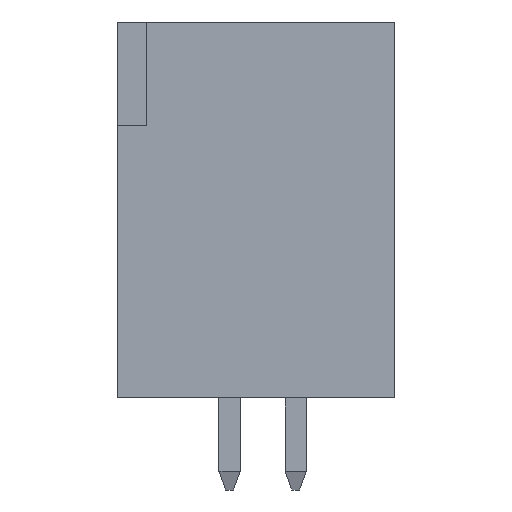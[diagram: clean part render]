
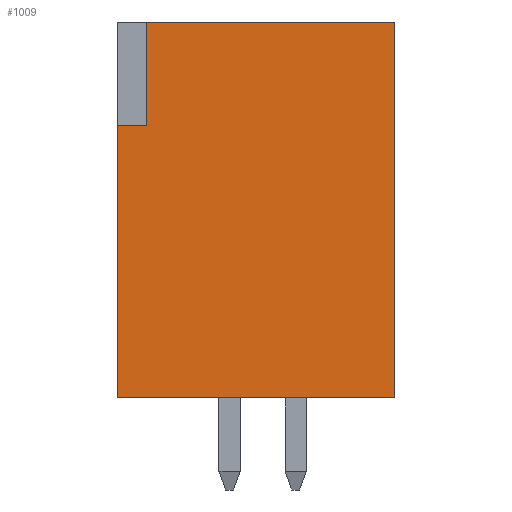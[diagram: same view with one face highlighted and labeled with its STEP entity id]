
A CAD part, left-side view. The second image highlights one B-rep face of the part: STEP entity #1009.
In plain terms, the highlighted planar face has unit normal (-1, 0, 0).
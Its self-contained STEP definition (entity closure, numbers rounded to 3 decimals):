
#954=CARTESIAN_POINT('',(-19.45,0.,1.5));
#955=DIRECTION('',(0.,-1.,0.));
#956=DIRECTION('',(-1.,0.,0.));
#957=AXIS2_PLACEMENT_3D('',#954,#956,#955);
#958=PLANE('',#957);
#959=CARTESIAN_POINT('',(-19.45,4.15,8.6));
#960=VERTEX_POINT('',#959);
#961=CARTESIAN_POINT('',(-19.45,4.15,4.7));
#962=VERTEX_POINT('',#961);
#963=CARTESIAN_POINT('',(-19.45,4.15,8.6));
#964=DIRECTION('',(0.,0.,-1.));
#965=VECTOR('',#964,3.9);
#966=LINE('',#963,#965);
#967=EDGE_CURVE('',#960,#962,#966,.T.);
#968=ORIENTED_EDGE('',*,*,#967,.T.);
#969=CARTESIAN_POINT('',(-19.45,5.25,4.7));
#970=VERTEX_POINT('',#969);
#971=CARTESIAN_POINT('',(-19.45,4.15,4.7));
#972=DIRECTION('',(0.,1.,0.));
#973=VECTOR('',#972,1.1);
#974=LINE('',#971,#973);
#975=EDGE_CURVE('',#962,#970,#974,.T.);
#976=ORIENTED_EDGE('',*,*,#975,.T.);
#977=CARTESIAN_POINT('',(-19.45,5.25,-5.6));
#978=VERTEX_POINT('',#977);
#979=CARTESIAN_POINT('',(-19.45,5.25,4.7));
#980=DIRECTION('',(0.,0.,-1.));
#981=VECTOR('',#980,10.3);
#982=LINE('',#979,#981);
#983=EDGE_CURVE('',#970,#978,#982,.T.);
#984=ORIENTED_EDGE('',*,*,#983,.T.);
#985=CARTESIAN_POINT('',(-19.45,-5.25,-5.6));
#986=VERTEX_POINT('',#985);
#987=CARTESIAN_POINT('',(-19.45,5.25,-5.6));
#988=DIRECTION('',(0.,-1.,0.));
#989=VECTOR('',#988,10.5);
#990=LINE('',#987,#989);
#991=EDGE_CURVE('',#978,#986,#990,.T.);
#992=ORIENTED_EDGE('',*,*,#991,.T.);
#993=CARTESIAN_POINT('',(-19.45,-5.25,8.6));
#994=VERTEX_POINT('',#993);
#995=CARTESIAN_POINT('',(-19.45,-5.25,-5.6));
#996=DIRECTION('',(0.,0.,1.));
#997=VECTOR('',#996,14.2);
#998=LINE('',#995,#997);
#999=EDGE_CURVE('',#986,#994,#998,.T.);
#1000=ORIENTED_EDGE('',*,*,#999,.T.);
#1001=CARTESIAN_POINT('',(-19.45,-5.25,8.6));
#1002=DIRECTION('',(0.,1.,0.));
#1003=VECTOR('',#1002,9.4);
#1004=LINE('',#1001,#1003);
#1005=EDGE_CURVE('',#994,#960,#1004,.T.);
#1006=ORIENTED_EDGE('',*,*,#1005,.T.);
#1007=EDGE_LOOP('',(#968,#976,#984,#992,#1000,#1006));
#1008=FACE_OUTER_BOUND('',#1007,.T.);
#1009=ADVANCED_FACE('',(#1008),#958,.T.);
